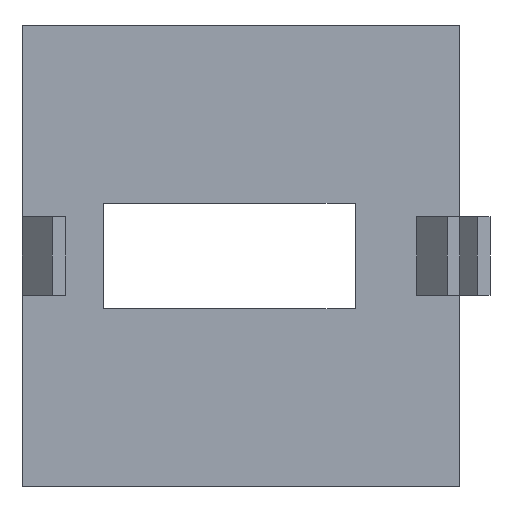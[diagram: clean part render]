
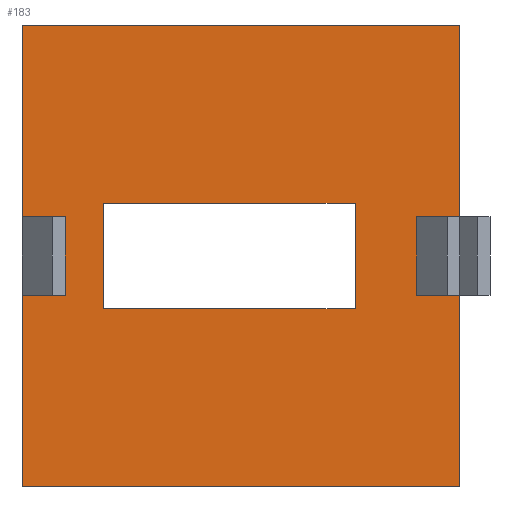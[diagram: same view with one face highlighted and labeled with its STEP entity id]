
A CAD part, front view. The second image highlights one B-rep face of the part: STEP entity #183.
In plain terms, the highlighted planar face has unit normal (0, -1, 0).
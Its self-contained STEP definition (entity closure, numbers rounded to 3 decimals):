
#19 = EDGE_CURVE ( 'NONE', #20, #64, #394, .T. ) ;
#20 = VERTEX_POINT ( 'NONE', #390 ) ;
#46 = EDGE_CURVE ( 'NONE', #50, #245, #419, .T. ) ;
#50 = VERTEX_POINT ( 'NONE', #410 ) ;
#64 = VERTEX_POINT ( 'NONE', #597 ) ;
#84 = VERTEX_POINT ( 'NONE', #618 ) ;
#86 = EDGE_CURVE ( 'NONE', #87, #84, #617, .T. ) ;
#87 = VERTEX_POINT ( 'NONE', #734 ) ;
#106 = EDGE_CURVE ( 'NONE', #152, #242, #619, .T. ) ;
#107 = EDGE_CURVE ( 'NONE', #361, #242, #685, .T. ) ;
#108 = EDGE_CURVE ( 'NONE', #131, #148, #681, .T. ) ;
#126 = ORIENTED_EDGE ( 'NONE', *, *, #127, .T. ) ;
#127 = EDGE_CURVE ( 'NONE', #359, #20, #767, .T. ) ;
#128 = VERTEX_POINT ( 'NONE', #763 ) ;
#129 = VERTEX_POINT ( 'NONE', #762 ) ;
#130 = ORIENTED_EDGE ( 'NONE', *, *, #365, .T. ) ;
#131 = VERTEX_POINT ( 'NONE', #761 ) ;
#148 = VERTEX_POINT ( 'NONE', #705 ) ;
#152 = VERTEX_POINT ( 'NONE', #647 ) ;
#153 = ORIENTED_EDGE ( 'NONE', *, *, #106, .T. ) ;
#154 = ORIENTED_EDGE ( 'NONE', *, *, #155, .T. ) ;
#155 = EDGE_CURVE ( 'NONE', #128, #129, #646, .T. ) ;
#156 = ORIENTED_EDGE ( 'NONE', *, *, #353, .T. ) ;
#183 = ADVANCED_FACE ( 'NONE', ( #634, #633, #632 ), #631, .F. ) ;
#202 = EDGE_CURVE ( 'NONE', #250, #361, #874, .T. ) ;
#203 = ORIENTED_EDGE ( 'NONE', *, *, #247, .T. ) ;
#240 = EDGE_LOOP ( 'NONE', ( #154, #130, #366, #363 ) ) ;
#241 = EDGE_LOOP ( 'NONE', ( #362, #126, #364, #203, #248, #338, #341, #270 ) ) ;
#242 = VERTEX_POINT ( 'NONE', #857 ) ;
#245 = VERTEX_POINT ( 'NONE', #800 ) ;
#247 = EDGE_CURVE ( 'NONE', #64, #245, #799, .T. ) ;
#248 = ORIENTED_EDGE ( 'NONE', *, *, #46, .F. ) ;
#249 = ORIENTED_EDGE ( 'NONE', *, *, #202, .F. ) ;
#250 = VERTEX_POINT ( 'NONE', #953 ) ;
#268 = EDGE_CURVE ( 'NONE', #269, #359, #951, .T. ) ;
#269 = VERTEX_POINT ( 'NONE', #947 ) ;
#270 = ORIENTED_EDGE ( 'NONE', *, *, #271, .F. ) ;
#271 = EDGE_CURVE ( 'NONE', #269, #84, #946, .T. ) ;
#338 = ORIENTED_EDGE ( 'NONE', *, *, #340, .F. ) ;
#339 = EDGE_LOOP ( 'NONE', ( #360, #249, #156, #153 ) ) ;
#340 = EDGE_CURVE ( 'NONE', #87, #50, #1018, .T. ) ;
#341 = ORIENTED_EDGE ( 'NONE', *, *, #86, .T. ) ;
#353 = EDGE_CURVE ( 'NONE', #250, #152, #1012, .T. ) ;
#354 = EDGE_CURVE ( 'NONE', #148, #128, #1008, .T. ) ;
#359 = VERTEX_POINT ( 'NONE', #1127 ) ;
#360 = ORIENTED_EDGE ( 'NONE', *, *, #107, .F. ) ;
#361 = VERTEX_POINT ( 'NONE', #1126 ) ;
#362 = ORIENTED_EDGE ( 'NONE', *, *, #268, .T. ) ;
#363 = ORIENTED_EDGE ( 'NONE', *, *, #354, .T. ) ;
#364 = ORIENTED_EDGE ( 'NONE', *, *, #19, .T. ) ;
#365 = EDGE_CURVE ( 'NONE', #129, #131, #1081, .T. ) ;
#366 = ORIENTED_EDGE ( 'NONE', *, *, #108, .T. ) ;
#390 = CARTESIAN_POINT ( 'NONE',  ( -15.238, -20.762, -3.239 ) ) ;
#391 = DIRECTION ( 'NONE',  ( 0., 0., -1. ) ) ;
#392 = VECTOR ( 'NONE', #391, 1000. ) ;
#393 = CARTESIAN_POINT ( 'NONE',  ( -15.238, -20.762, 19. ) ) ;
#394 = LINE ( 'NONE', #393, #392 ) ;
#410 = CARTESIAN_POINT ( 'NONE',  ( 20.762, -20.762, 19. ) ) ;
#416 = DIRECTION ( 'NONE',  ( 0., 0., -1. ) ) ;
#417 = VECTOR ( 'NONE', #416, 1000. ) ;
#418 = CARTESIAN_POINT ( 'NONE',  ( 20.762, -20.762, 19. ) ) ;
#419 = LINE ( 'NONE', #418, #417 ) ;
#597 = CARTESIAN_POINT ( 'NONE',  ( -15.238, -20.762, -19. ) ) ;
#615 = VECTOR ( 'NONE', #735, 1000. ) ;
#616 = CARTESIAN_POINT ( 'NONE',  ( -15.238, -20.762, 19. ) ) ;
#617 = LINE ( 'NONE', #616, #615 ) ;
#618 = CARTESIAN_POINT ( 'NONE',  ( -15.238, -20.762, 3.239 ) ) ;
#619 = LINE ( 'NONE', #688, #687 ) ;
#626 = DIRECTION ( 'NONE',  ( 0., 0., 1. ) ) ;
#627 = DIRECTION ( 'NONE',  ( 0., 1., 0. ) ) ;
#628 = CARTESIAN_POINT ( 'NONE',  ( 20.762, -20.762, 19. ) ) ;
#629 = AXIS2_PLACEMENT_3D ( 'NONE', #628, #627, #626 ) ;
#631 = PLANE ( 'NONE',  #629 ) ;
#632 = FACE_BOUND ( 'NONE', #240, .T. ) ;
#633 = FACE_OUTER_BOUND ( 'NONE', #241, .T. ) ;
#634 = FACE_BOUND ( 'NONE', #339, .T. ) ;
#643 = DIRECTION ( 'NONE',  ( -1., 0., 0. ) ) ;
#644 = VECTOR ( 'NONE', #643, 1000. ) ;
#645 = CARTESIAN_POINT ( 'NONE',  ( -8.538, -20.762, -4.35 ) ) ;
#646 = LINE ( 'NONE', #645, #644 ) ;
#647 = CARTESIAN_POINT ( 'NONE',  ( 19.348, -20.762, -3.239 ) ) ;
#678 = DIRECTION ( 'NONE',  ( 1., 0., 0. ) ) ;
#679 = VECTOR ( 'NONE', #678, 1000. ) ;
#680 = CARTESIAN_POINT ( 'NONE',  ( -8.538, -20.762, 4.35 ) ) ;
#681 = LINE ( 'NONE', #680, #679 ) ;
#682 = DIRECTION ( 'NONE',  ( 0., 0., -1. ) ) ;
#683 = VECTOR ( 'NONE', #682, 1000. ) ;
#684 = CARTESIAN_POINT ( 'NONE',  ( 17.226, -20.762, 3.239 ) ) ;
#685 = LINE ( 'NONE', #684, #683 ) ;
#686 = DIRECTION ( 'NONE',  ( -1., 0., 0. ) ) ;
#687 = VECTOR ( 'NONE', #686, 1000. ) ;
#688 = CARTESIAN_POINT ( 'NONE',  ( 17.226, -20.762, -3.239 ) ) ;
#705 = CARTESIAN_POINT ( 'NONE',  ( 12.162, -20.762, 4.35 ) ) ;
#734 = CARTESIAN_POINT ( 'NONE',  ( -15.238, -20.762, 19. ) ) ;
#735 = DIRECTION ( 'NONE',  ( 0., 0., -1. ) ) ;
#761 = CARTESIAN_POINT ( 'NONE',  ( -8.538, -20.762, 4.35 ) ) ;
#762 = CARTESIAN_POINT ( 'NONE',  ( -8.538, -20.762, -4.35 ) ) ;
#763 = CARTESIAN_POINT ( 'NONE',  ( 12.162, -20.762, -4.35 ) ) ;
#764 = DIRECTION ( 'NONE',  ( -1., 0., 0. ) ) ;
#765 = VECTOR ( 'NONE', #764, 1000. ) ;
#766 = CARTESIAN_POINT ( 'NONE',  ( -15.238, -20.762, -3.239 ) ) ;
#767 = LINE ( 'NONE', #766, #765 ) ;
#799 = LINE ( 'NONE', #956, #955 ) ;
#800 = CARTESIAN_POINT ( 'NONE',  ( 20.762, -20.762, -19. ) ) ;
#804 = DIRECTION ( 'NONE',  ( -1., 0., 0. ) ) ;
#857 = CARTESIAN_POINT ( 'NONE',  ( 17.226, -20.762, -3.239 ) ) ;
#872 = VECTOR ( 'NONE', #804, 1000. ) ;
#873 = CARTESIAN_POINT ( 'NONE',  ( 17.226, -20.762, 3.239 ) ) ;
#874 = LINE ( 'NONE', #873, #872 ) ;
#943 = DIRECTION ( 'NONE',  ( -1., 0., 0. ) ) ;
#944 = VECTOR ( 'NONE', #943, 1000. ) ;
#945 = CARTESIAN_POINT ( 'NONE',  ( -15.238, -20.762, 3.239 ) ) ;
#946 = LINE ( 'NONE', #945, #944 ) ;
#947 = CARTESIAN_POINT ( 'NONE',  ( -13.117, -20.762, 3.239 ) ) ;
#948 = DIRECTION ( 'NONE',  ( 0., 0., -1. ) ) ;
#949 = VECTOR ( 'NONE', #948, 1000. ) ;
#950 = CARTESIAN_POINT ( 'NONE',  ( -13.117, -20.762, 3.239 ) ) ;
#951 = LINE ( 'NONE', #950, #949 ) ;
#953 = CARTESIAN_POINT ( 'NONE',  ( 19.348, -20.762, 3.238 ) ) ;
#954 = DIRECTION ( 'NONE',  ( 1., 0., 0. ) ) ;
#955 = VECTOR ( 'NONE', #954, 1000. ) ;
#956 = CARTESIAN_POINT ( 'NONE',  ( 20.762, -20.762, -19. ) ) ;
#1005 = DIRECTION ( 'NONE',  ( 0., 0., -1. ) ) ;
#1006 = VECTOR ( 'NONE', #1005, 1000. ) ;
#1007 = CARTESIAN_POINT ( 'NONE',  ( 12.162, -20.762, -4.35 ) ) ;
#1008 = LINE ( 'NONE', #1007, #1006 ) ;
#1009 = DIRECTION ( 'NONE',  ( 0., 0., -1. ) ) ;
#1010 = VECTOR ( 'NONE', #1009, 1000. ) ;
#1011 = CARTESIAN_POINT ( 'NONE',  ( 19.348, -20.762, 3.239 ) ) ;
#1012 = LINE ( 'NONE', #1011, #1010 ) ;
#1018 = LINE ( 'NONE', #1052, #1051 ) ;
#1050 = DIRECTION ( 'NONE',  ( 1., 0., 0. ) ) ;
#1051 = VECTOR ( 'NONE', #1050, 1000. ) ;
#1052 = CARTESIAN_POINT ( 'NONE',  ( 20.762, -20.762, 19. ) ) ;
#1078 = DIRECTION ( 'NONE',  ( 0., 0., 1. ) ) ;
#1079 = VECTOR ( 'NONE', #1078, 1000. ) ;
#1080 = CARTESIAN_POINT ( 'NONE',  ( -8.538, -20.762, -4.35 ) ) ;
#1081 = LINE ( 'NONE', #1080, #1079 ) ;
#1126 = CARTESIAN_POINT ( 'NONE',  ( 17.226, -20.762, 3.238 ) ) ;
#1127 = CARTESIAN_POINT ( 'NONE',  ( -13.117, -20.762, -3.239 ) ) ;
